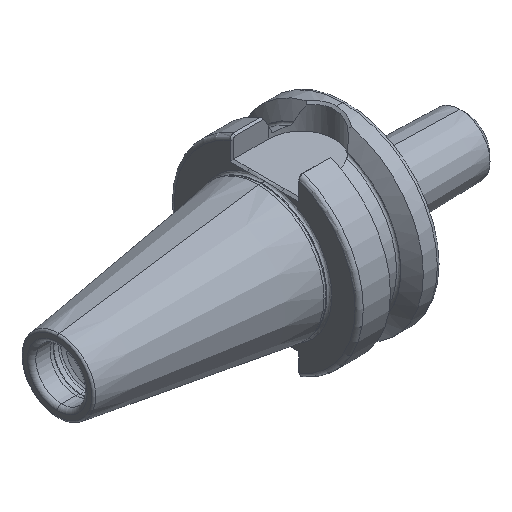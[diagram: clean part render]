
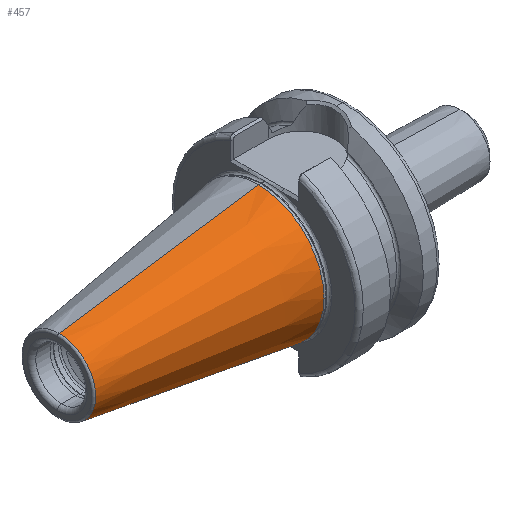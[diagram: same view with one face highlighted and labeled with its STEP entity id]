
A CAD part, isometric view. The second image highlights one B-rep face of the part: STEP entity #457.
In plain terms, the highlighted conical face has half-angle 8.297 degrees and reference radius 15.948 mm.
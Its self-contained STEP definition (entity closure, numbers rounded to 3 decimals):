
#32 = FACE_OUTER_BOUND ( 'NONE', #6764, .T. ) ;
#77 = AXIS2_PLACEMENT_3D ( 'NONE', #1145, #1146, #1147 ) ;
#457 = ADVANCED_FACE ( 'NONE', ( #32 ), #791, .T. ) ;
#751 = EDGE_CURVE ( 'NONE', #5212, #5211, #2845, .T. ) ;
#752 = EDGE_CURVE ( 'NONE', #5210, #5209, #2847, .T. ) ;
#780 = EDGE_CURVE ( 'NONE', #5212, #5210, #2627, .T. ) ;
#782 = EDGE_CURVE ( 'NONE', #5211, #5209, #2633, .T. ) ;
#791 = CONICAL_SURFACE ( 'NONE', #77, 15.948, 0.145 ) ;
#1145 = CARTESIAN_POINT ( 'NONE',  ( -1.5, 0., 0. ) ) ;
#1146 = DIRECTION ( 'NONE',  ( 1., 0., 0. ) ) ;
#1147 = DIRECTION ( 'NONE',  ( 0., 0., -1. ) ) ;
#1643 = AXIS2_PLACEMENT_3D ( 'NONE', #2409, #2410, #2411 ) ;
#1644 = AXIS2_PLACEMENT_3D ( 'NONE', #2412, #2413, #2414 ) ;
#1667 = VECTOR ( 'NONE', #2629, 1000. ) ;
#1669 = VECTOR ( 'NONE', #2635, 1000. ) ;
#2409 = CARTESIAN_POINT ( 'NONE',  ( -49.972, 0., 0. ) ) ;
#2410 = DIRECTION ( 'NONE',  ( 1., 0., 0. ) ) ;
#2411 = DIRECTION ( 'NONE',  ( 0., 0., -1. ) ) ;
#2412 = CARTESIAN_POINT ( 'NONE',  ( -1.5, 0., 0. ) ) ;
#2413 = DIRECTION ( 'NONE',  ( 1., 0., 0. ) ) ;
#2414 = DIRECTION ( 'NONE',  ( 0., 0., -1. ) ) ;
#2627 = LINE ( 'NONE', #2628, #1667 ) ;
#2628 = CARTESIAN_POINT ( 'NONE',  ( -1.5, 0., 15.948 ) ) ;
#2629 = DIRECTION ( 'NONE',  ( 0.99, 0., 0.144 ) ) ;
#2633 = LINE ( 'NONE', #2634, #1669 ) ;
#2634 = CARTESIAN_POINT ( 'NONE',  ( -1.5, 0., -15.948 ) ) ;
#2635 = DIRECTION ( 'NONE',  ( 0.99, 0., -0.144 ) ) ;
#2845 = CIRCLE ( 'NONE', #1643, 8.879 ) ;
#2847 = CIRCLE ( 'NONE', #1644, 15.948 ) ;
#3699 = CARTESIAN_POINT ( 'NONE',  ( -1.5, 0., -15.948 ) ) ;
#3700 = CARTESIAN_POINT ( 'NONE',  ( -1.5, 0., 15.948 ) ) ;
#3701 = CARTESIAN_POINT ( 'NONE',  ( -49.972, 0., -8.879 ) ) ;
#3702 = CARTESIAN_POINT ( 'NONE',  ( -49.972, 0., 8.879 ) ) ;
#5135 = ORIENTED_EDGE ( 'NONE', *, *, #752, .F. ) ;
#5136 = ORIENTED_EDGE ( 'NONE', *, *, #780, .F. ) ;
#5137 = ORIENTED_EDGE ( 'NONE', *, *, #751, .T. ) ;
#5138 = ORIENTED_EDGE ( 'NONE', *, *, #782, .T. ) ;
#5209 = VERTEX_POINT ( 'NONE', #3699 ) ;
#5210 = VERTEX_POINT ( 'NONE', #3700 ) ;
#5211 = VERTEX_POINT ( 'NONE', #3701 ) ;
#5212 = VERTEX_POINT ( 'NONE', #3702 ) ;
#6764 = EDGE_LOOP ( 'NONE', ( #5136, #5137, #5138, #5135 ) ) ;
